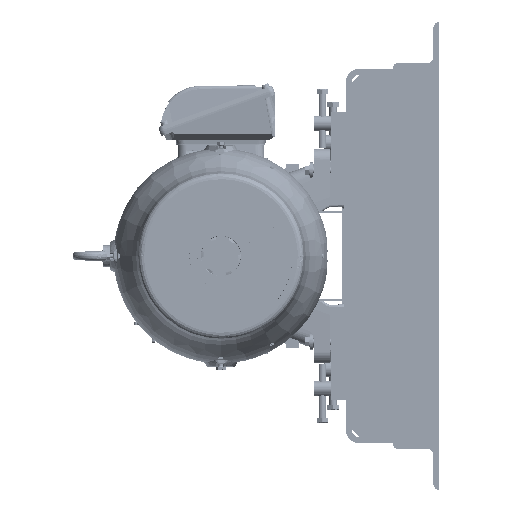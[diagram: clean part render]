
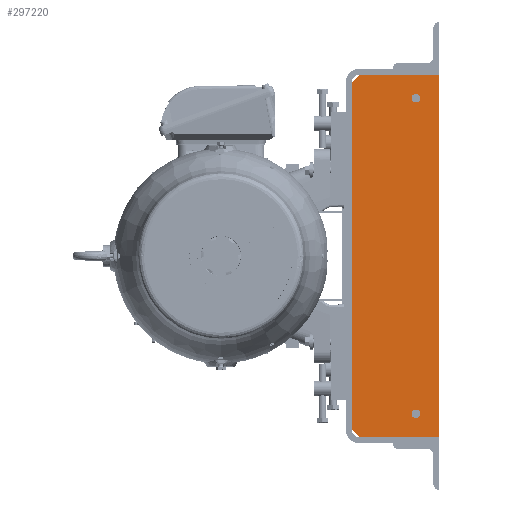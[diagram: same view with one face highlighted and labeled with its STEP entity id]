
A CAD part, left-side view. The second image highlights one B-rep face of the part: STEP entity #297220.
In plain terms, the highlighted planar face has unit normal (-1, 0, 0).
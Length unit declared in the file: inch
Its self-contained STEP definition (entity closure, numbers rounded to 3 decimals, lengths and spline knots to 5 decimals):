
#12668 = DIRECTION ( 'NONE',  ( -1., 0., 0. ) ) ;
#13538 = EDGE_LOOP ( 'NONE', ( #241662, #156169, #357514, #179389, #95065, #117421 ) ) ;
#16236 = LINE ( 'NONE', #256337, #173708 ) ;
#20702 = LINE ( 'NONE', #78354, #188105 ) ;
#22382 = DIRECTION ( 'NONE',  ( 1., 0., 0. ) ) ;
#23221 = CARTESIAN_POINT ( 'NONE',  ( -45., -8.38, -11.12 ) ) ;
#26088 = VECTOR ( 'NONE', #210720, 39.37008 ) ;
#33152 = FACE_OUTER_BOUND ( 'NONE', #13538, .T. ) ;
#36085 = LINE ( 'NONE', #312968, #26088 ) ;
#52202 = DIRECTION ( 'NONE',  ( 0., -1., 0. ) ) ;
#52684 = PLANE ( 'NONE',  #110377 ) ;
#57428 = CARTESIAN_POINT ( 'NONE',  ( -45., -14., 11.62 ) ) ;
#57559 = VERTEX_POINT ( 'NONE', #80356 ) ;
#60464 = VERTEX_POINT ( 'NONE', #333791 ) ;
#65456 = VECTOR ( 'NONE', #52202, 39.37008 ) ;
#68618 = LINE ( 'NONE', #130502, #290286 ) ;
#78354 = CARTESIAN_POINT ( 'NONE',  ( -45., -8.88, 11.62 ) ) ;
#80356 = CARTESIAN_POINT ( 'NONE',  ( -45., -8.38, -11.12 ) ) ;
#92068 = CIRCLE ( 'NONE', #275371, 0.28125 ) ;
#95065 = ORIENTED_EDGE ( 'NONE', *, *, #393018, .T. ) ;
#107054 = FACE_BOUND ( 'NONE', #178395, .T. ) ;
#108398 = EDGE_CURVE ( 'NONE', #251614, #251614, #218464, .T. ) ;
#110377 = AXIS2_PLACEMENT_3D ( 'NONE', #210768, #22382, #242616 ) ;
#117421 = ORIENTED_EDGE ( 'NONE', *, *, #265815, .T. ) ;
#126667 = VERTEX_POINT ( 'NONE', #214657 ) ;
#130502 = CARTESIAN_POINT ( 'NONE',  ( -45., -8.88, -11.62 ) ) ;
#132826 = EDGE_CURVE ( 'NONE', #324845, #382617, #20702, .T. ) ;
#133178 = DIRECTION ( 'NONE',  ( -1., 0., 0. ) ) ;
#156169 = ORIENTED_EDGE ( 'NONE', *, *, #132826, .T. ) ;
#170587 = EDGE_CURVE ( 'NONE', #382617, #330250, #16236, .T. ) ;
#173708 = VECTOR ( 'NONE', #288150, 39.37008 ) ;
#178395 = EDGE_LOOP ( 'NONE', ( #331502 ) ) ;
#179389 = ORIENTED_EDGE ( 'NONE', *, *, #200122, .T. ) ;
#184986 = CARTESIAN_POINT ( 'NONE',  ( -45., -8.88, 11.62 ) ) ;
#185944 = CARTESIAN_POINT ( 'NONE',  ( -45., -12.5, -9.83875 ) ) ;
#188105 = VECTOR ( 'NONE', #298614, 39.37008 ) ;
#188221 = EDGE_CURVE ( 'NONE', #359231, #359231, #92068, .T. ) ;
#194273 = CARTESIAN_POINT ( 'NONE',  ( -45., -8.38, 11.12 ) ) ;
#200122 = EDGE_CURVE ( 'NONE', #330250, #57559, #396437, .T. ) ;
#200507 = FACE_BOUND ( 'NONE', #340633, .T. ) ;
#201168 = CARTESIAN_POINT ( 'NONE',  ( -45., -12.5, -10.12 ) ) ;
#210720 = DIRECTION ( 'NONE',  ( 0., 0., 1. ) ) ;
#210768 = CARTESIAN_POINT ( 'NONE',  ( -45., -14., -11.62 ) ) ;
#214657 = CARTESIAN_POINT ( 'NONE',  ( -45., -14., -11.62 ) ) ;
#218464 = CIRCLE ( 'NONE', #370894, 0.28125 ) ;
#232783 = LINE ( 'NONE', #240774, #65456 ) ;
#232868 = DIRECTION ( 'NONE',  ( 0., 0., 1. ) ) ;
#240774 = CARTESIAN_POINT ( 'NONE',  ( -45., -14., -11.62 ) ) ;
#241662 = ORIENTED_EDGE ( 'NONE', *, *, #344054, .T. ) ;
#242616 = DIRECTION ( 'NONE',  ( 0., 0., -1. ) ) ;
#251614 = VERTEX_POINT ( 'NONE', #185944 ) ;
#256337 = CARTESIAN_POINT ( 'NONE',  ( -45., -8.38, 11.12 ) ) ;
#265815 = EDGE_CURVE ( 'NONE', #60464, #126667, #232783, .T. ) ;
#275371 = AXIS2_PLACEMENT_3D ( 'NONE', #321932, #133178, #353595 ) ;
#288150 = DIRECTION ( 'NONE',  ( 0., 0.707, -0.707 ) ) ;
#290286 = VECTOR ( 'NONE', #319210, 39.37008 ) ;
#297220 = ADVANCED_FACE ( 'NONE', ( #107054, #200507, #33152 ), #52684, .F. ) ;
#298614 = DIRECTION ( 'NONE',  ( 0., 1., 0. ) ) ;
#302881 = VECTOR ( 'NONE', #337134, 39.37008 ) ;
#306925 = ORIENTED_EDGE ( 'NONE', *, *, #188221, .F. ) ;
#312968 = CARTESIAN_POINT ( 'NONE',  ( -45., -14., 11.62 ) ) ;
#319210 = DIRECTION ( 'NONE',  ( 0., -0.707, -0.707 ) ) ;
#321932 = CARTESIAN_POINT ( 'NONE',  ( -45., -12.5, 10.12 ) ) ;
#324845 = VERTEX_POINT ( 'NONE', #57428 ) ;
#330250 = VERTEX_POINT ( 'NONE', #194273 ) ;
#331502 = ORIENTED_EDGE ( 'NONE', *, *, #108398, .F. ) ;
#333791 = CARTESIAN_POINT ( 'NONE',  ( -45., -8.88, -11.62 ) ) ;
#337134 = DIRECTION ( 'NONE',  ( 0., 0., -1. ) ) ;
#340633 = EDGE_LOOP ( 'NONE', ( #306925 ) ) ;
#344054 = EDGE_CURVE ( 'NONE', #126667, #324845, #36085, .T. ) ;
#353595 = DIRECTION ( 'NONE',  ( 0., 0., 1. ) ) ;
#357514 = ORIENTED_EDGE ( 'NONE', *, *, #170587, .T. ) ;
#359231 = VERTEX_POINT ( 'NONE', #394952 ) ;
#370894 = AXIS2_PLACEMENT_3D ( 'NONE', #201168, #12668, #232868 ) ;
#382617 = VERTEX_POINT ( 'NONE', #184986 ) ;
#393018 = EDGE_CURVE ( 'NONE', #57559, #60464, #68618, .T. ) ;
#394952 = CARTESIAN_POINT ( 'NONE',  ( -45., -12.5, 10.40125 ) ) ;
#396437 = LINE ( 'NONE', #23221, #302881 ) ;
